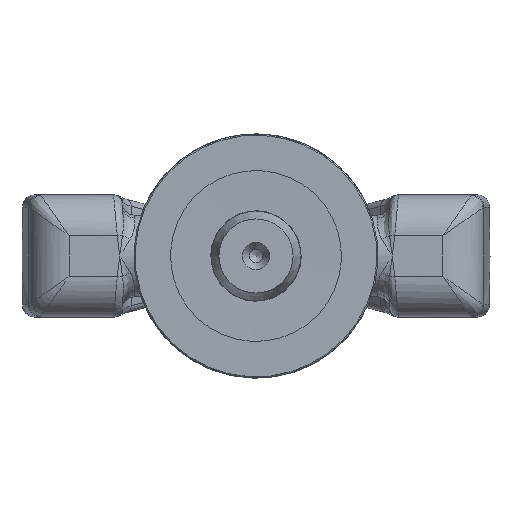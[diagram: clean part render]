
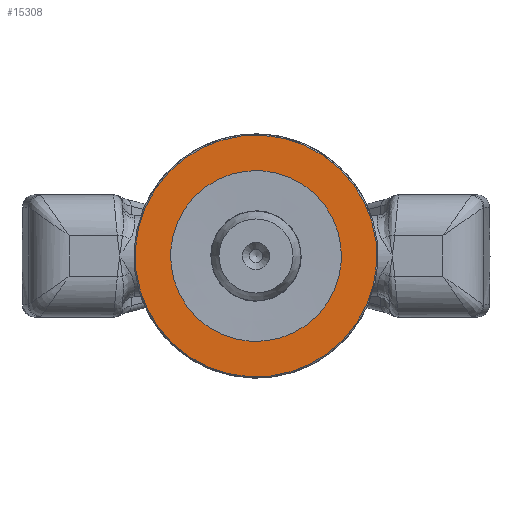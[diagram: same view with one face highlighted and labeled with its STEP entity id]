
A CAD part, front view. The second image highlights one B-rep face of the part: STEP entity #15308.
In plain terms, the highlighted face is planar.
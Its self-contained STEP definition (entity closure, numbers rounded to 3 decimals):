
#182=FACE_BOUND('',#4871,.T.);
#3003=PLANE('',#16391);
#3885=FACE_OUTER_BOUND('',#4870,.T.);
#4870=EDGE_LOOP('',(#14394));
#4871=EDGE_LOOP('',(#14395));
#5243=CIRCLE('',#16388,29.7);
#5245=CIRCLE('',#16392,21.);
#7555=VERTEX_POINT('',#48823);
#7557=VERTEX_POINT('',#48829);
#9838=EDGE_CURVE('',#7555,#7555,#5243,.T.);
#9840=EDGE_CURVE('',#7557,#7557,#5245,.T.);
#14394=ORIENTED_EDGE('',*,*,#9838,.F.);
#14395=ORIENTED_EDGE('',*,*,#9840,.F.);
#15308=ADVANCED_FACE('',(#3885,#182),#3003,.F.);
#16388=AXIS2_PLACEMENT_3D('',#48824,#19303,#19304);
#16391=AXIS2_PLACEMENT_3D('',#48828,#19309,#19310);
#16392=AXIS2_PLACEMENT_3D('',#48830,#19311,#19312);
#19303=DIRECTION('center_axis',(0.,0.,1.));
#19304=DIRECTION('ref_axis',(-1.,0.,0.));
#19309=DIRECTION('center_axis',(0.,0.,1.));
#19310=DIRECTION('ref_axis',(1.,0.,0.));
#19311=DIRECTION('center_axis',(0.,0.,-1.));
#19312=DIRECTION('ref_axis',(-1.,0.,0.));
#48823=CARTESIAN_POINT('',(29.7,0.,0.));
#48824=CARTESIAN_POINT('Origin',(0.,0.,0.));
#48828=CARTESIAN_POINT('Origin',(0.,0.,0.));
#48829=CARTESIAN_POINT('',(21.,0.,0.));
#48830=CARTESIAN_POINT('Origin',(0.,0.,0.));
